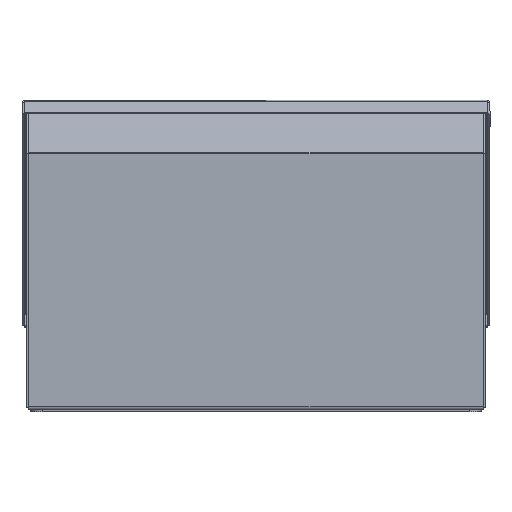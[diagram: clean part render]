
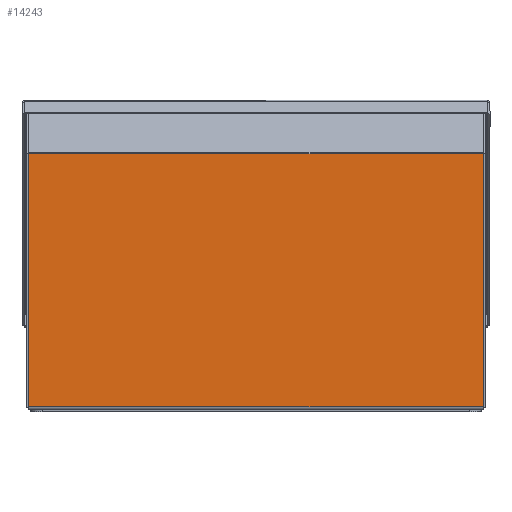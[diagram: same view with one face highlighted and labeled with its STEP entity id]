
A CAD part, left-side view. The second image highlights one B-rep face of the part: STEP entity #14243.
In plain terms, the highlighted planar face has unit normal (-1, 0, 0).
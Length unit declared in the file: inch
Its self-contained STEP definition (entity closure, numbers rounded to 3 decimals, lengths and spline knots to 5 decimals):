
#308=LINE('',#20171,#1890);
#314=LINE('',#20189,#1896);
#317=LINE('',#20196,#1899);
#319=LINE('',#20199,#1901);
#1890=VECTOR('',#16297,15.125);
#1896=VECTOR('',#16319,8.42655);
#1899=VECTOR('',#16326,8.42655);
#1901=VECTOR('',#16330,15.125);
#3413=PLANE('',#15022);
#4082=FACE_OUTER_BOUND('',#4823,.T.);
#4823=EDGE_LOOP('',(#9562,#9563,#9564,#9565));
#6058=VERTEX_POINT('',#20168);
#6059=VERTEX_POINT('',#20170);
#6063=VERTEX_POINT('',#20187);
#6065=VERTEX_POINT('',#20195);
#7420=EDGE_CURVE('',#6059,#6058,#308,.T.);
#7429=EDGE_CURVE('',#6063,#6058,#314,.T.);
#7432=EDGE_CURVE('',#6059,#6065,#317,.T.);
#7434=EDGE_CURVE('',#6063,#6065,#319,.T.);
#9562=ORIENTED_EDGE('',*,*,#7420,.T.);
#9563=ORIENTED_EDGE('',*,*,#7429,.F.);
#9564=ORIENTED_EDGE('',*,*,#7434,.T.);
#9565=ORIENTED_EDGE('',*,*,#7432,.F.);
#14243=ADVANCED_FACE('',(#4082),#3413,.F.);
#15022=AXIS2_PLACEMENT_3D('',#20213,#16346,#16347);
#16297=DIRECTION('',(0.,1.,0.));
#16319=DIRECTION('',(0.,0.,1.));
#16326=DIRECTION('',(0.,0.,-1.));
#16330=DIRECTION('',(0.,-1.,0.));
#16346=DIRECTION('center_axis',(1.,0.,0.));
#16347=DIRECTION('ref_axis',(0.,0.,-1.));
#20168=CARTESIAN_POINT('',(0.,15.125,8.5318));
#20170=CARTESIAN_POINT('',(0.,0.,
8.5318));
#20171=CARTESIAN_POINT('',(0.,3.78125,8.5318));
#20187=CARTESIAN_POINT('',(0.,15.125,0.10525));
#20189=CARTESIAN_POINT('',(0.,15.125,0.10525));
#20195=CARTESIAN_POINT('',(0.,0.,
0.10525));
#20196=CARTESIAN_POINT('',(0.,0.,
-0.09522));
#20199=CARTESIAN_POINT('',(0.,7.5625,0.10525));
#20213=CARTESIAN_POINT('Origin',(0.,7.5625,4.28251));
